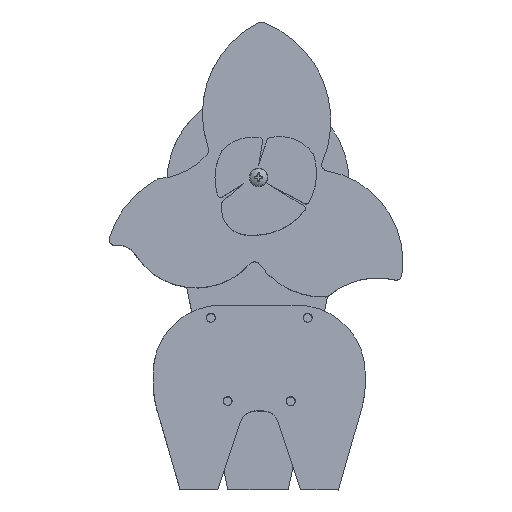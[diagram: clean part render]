
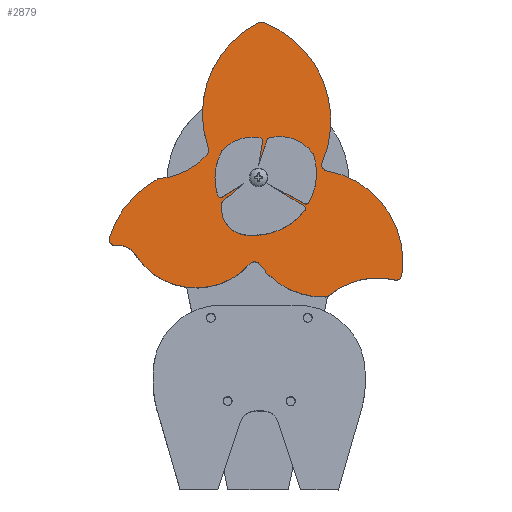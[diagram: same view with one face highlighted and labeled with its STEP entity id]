
A CAD part, front view. The second image highlights one B-rep face of the part: STEP entity #2879.
In plain terms, the highlighted planar face has unit normal (0.012, -0.998, 0.06).
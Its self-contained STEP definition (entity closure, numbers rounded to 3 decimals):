
#60=PLANE('',#3139);
#113=FACE_BOUND('',#393,.T.);
#228=FACE_OUTER_BOUND('',#392,.T.);
#392=EDGE_LOOP('',(#2258,#2259,#2260,#2261,#2262,#2263,#2264,#2265,#2266,
#2267,#2268,#2269,#2270,#2271,#2272,#2273,#2274,#2275));
#393=EDGE_LOOP('',(#2276));
#547=CIRCLE('',#3082,1.5);
#549=CIRCLE('',#3085,2.);
#552=CIRCLE('',#3089,23.854);
#569=CIRCLE('',#3108,2.);
#570=CIRCLE('',#3110,23.737);
#571=CIRCLE('',#3112,2.);
#572=CIRCLE('',#3114,2.);
#573=CIRCLE('',#3116,34.865);
#574=CIRCLE('',#3118,2.);
#575=CIRCLE('',#3120,33.671);
#576=CIRCLE('',#3122,2.);
#577=CIRCLE('',#3124,7.055);
#578=CIRCLE('',#3126,2.);
#579=CIRCLE('',#3128,25.453);
#580=CIRCLE('',#3130,2.);
#581=CIRCLE('',#3132,24.538);
#582=CIRCLE('',#3134,2.);
#583=CIRCLE('',#3136,33.33);
#584=CIRCLE('',#3138,30.435);
#1246=VERTEX_POINT('',#6553);
#1248=VERTEX_POINT('',#6559);
#1249=VERTEX_POINT('',#6560);
#1253=VERTEX_POINT('',#6570);
#1269=VERTEX_POINT('',#6606);
#1270=VERTEX_POINT('',#6607);
#1271=VERTEX_POINT('',#6612);
#1272=VERTEX_POINT('',#6616);
#1273=VERTEX_POINT('',#6620);
#1274=VERTEX_POINT('',#6622);
#1275=VERTEX_POINT('',#6626);
#1276=VERTEX_POINT('',#6630);
#1277=VERTEX_POINT('',#6636);
#1278=VERTEX_POINT('',#6637);
#1279=VERTEX_POINT('',#6644);
#1280=VERTEX_POINT('',#6648);
#1281=VERTEX_POINT('',#6652);
#1282=VERTEX_POINT('',#6656);
#1283=VERTEX_POINT('',#6660);
#1583=EDGE_CURVE('',#1246,#1246,#547,.T.);
#1586=EDGE_CURVE('',#1248,#1249,#549,.T.);
#1592=EDGE_CURVE('',#1248,#1253,#552,.T.);
#1609=EDGE_CURVE('',#1269,#1270,#569,.T.);
#1612=EDGE_CURVE('',#1271,#1270,#570,.T.);
#1614=EDGE_CURVE('',#1271,#1272,#571,.T.);
#1617=EDGE_CURVE('',#1273,#1274,#572,.T.);
#1620=EDGE_CURVE('',#1273,#1275,#573,.T.);
#1621=EDGE_CURVE('',#1276,#1275,#574,.T.);
#1623=EDGE_CURVE('',#1276,#1272,#575,.T.);
#1624=EDGE_CURVE('',#1277,#1278,#576,.T.);
#1627=EDGE_CURVE('',#1277,#1249,#577,.T.);
#1629=EDGE_CURVE('',#1279,#1253,#578,.T.);
#1631=EDGE_CURVE('',#1279,#1280,#579,.T.);
#1632=EDGE_CURVE('',#1281,#1280,#580,.T.);
#1635=EDGE_CURVE('',#1281,#1282,#581,.T.);
#1636=EDGE_CURVE('',#1283,#1282,#582,.T.);
#1638=EDGE_CURVE('',#1269,#1278,#583,.T.);
#1639=EDGE_CURVE('',#1283,#1274,#584,.T.);
#2258=ORIENTED_EDGE('',*,*,#1586,.F.);
#2259=ORIENTED_EDGE('',*,*,#1592,.T.);
#2260=ORIENTED_EDGE('',*,*,#1629,.F.);
#2261=ORIENTED_EDGE('',*,*,#1631,.T.);
#2262=ORIENTED_EDGE('',*,*,#1632,.F.);
#2263=ORIENTED_EDGE('',*,*,#1635,.T.);
#2264=ORIENTED_EDGE('',*,*,#1636,.F.);
#2265=ORIENTED_EDGE('',*,*,#1639,.T.);
#2266=ORIENTED_EDGE('',*,*,#1617,.F.);
#2267=ORIENTED_EDGE('',*,*,#1620,.T.);
#2268=ORIENTED_EDGE('',*,*,#1621,.F.);
#2269=ORIENTED_EDGE('',*,*,#1623,.T.);
#2270=ORIENTED_EDGE('',*,*,#1614,.F.);
#2271=ORIENTED_EDGE('',*,*,#1612,.T.);
#2272=ORIENTED_EDGE('',*,*,#1609,.F.);
#2273=ORIENTED_EDGE('',*,*,#1638,.T.);
#2274=ORIENTED_EDGE('',*,*,#1624,.F.);
#2275=ORIENTED_EDGE('',*,*,#1627,.T.);
#2276=ORIENTED_EDGE('',*,*,#1583,.T.);
#2879=ADVANCED_FACE('',(#228,#113),#60,.T.);
#3082=AXIS2_PLACEMENT_3D('',#6554,#3544,#3545);
#3085=AXIS2_PLACEMENT_3D('',#6561,#3551,#3552);
#3089=AXIS2_PLACEMENT_3D('',#6572,#3562,#3563);
#3108=AXIS2_PLACEMENT_3D('',#6608,#3600,#3601);
#3110=AXIS2_PLACEMENT_3D('',#6613,#3606,#3607);
#3112=AXIS2_PLACEMENT_3D('',#6617,#3611,#3612);
#3114=AXIS2_PLACEMENT_3D('',#6623,#3617,#3618);
#3116=AXIS2_PLACEMENT_3D('',#6628,#3623,#3624);
#3118=AXIS2_PLACEMENT_3D('',#6631,#3627,#3628);
#3120=AXIS2_PLACEMENT_3D('',#6634,#3632,#3633);
#3122=AXIS2_PLACEMENT_3D('',#6638,#3636,#3637);
#3124=AXIS2_PLACEMENT_3D('',#6642,#3642,#3643);
#3126=AXIS2_PLACEMENT_3D('',#6646,#3647,#3648);
#3128=AXIS2_PLACEMENT_3D('',#6650,#3652,#3653);
#3130=AXIS2_PLACEMENT_3D('',#6653,#3656,#3657);
#3132=AXIS2_PLACEMENT_3D('',#6658,#3662,#3663);
#3134=AXIS2_PLACEMENT_3D('',#6661,#3666,#3667);
#3136=AXIS2_PLACEMENT_3D('',#6664,#3671,#3672);
#3138=AXIS2_PLACEMENT_3D('',#6666,#3675,#3676);
#3139=AXIS2_PLACEMENT_3D('',#6667,#3677,#3678);
#3544=DIRECTION('center_axis',(-0.012,0.998,-0.06));
#3545=DIRECTION('ref_axis',(-1.,-0.012,0.));
#3551=DIRECTION('center_axis',(-0.012,0.998,-0.06));
#3552=DIRECTION('ref_axis',(-0.856,-0.041,-0.516));
#3562=DIRECTION('center_axis',(0.012,-0.998,0.06));
#3563=DIRECTION('ref_axis',(-0.817,-0.044,-0.575));
#3600=DIRECTION('center_axis',(-0.012,0.998,-0.06));
#3601=DIRECTION('ref_axis',(-0.292,0.054,0.955));
#3606=DIRECTION('center_axis',(-0.012,0.998,-0.06));
#3607=DIRECTION('ref_axis',(0.07,-0.059,-0.996));
#3611=DIRECTION('center_axis',(0.012,-0.998,0.06));
#3612=DIRECTION('ref_axis',(0.983,0.001,-0.185));
#3617=DIRECTION('center_axis',(0.012,-0.998,0.06));
#3618=DIRECTION('ref_axis',(-0.88,-0.039,-0.473));
#3623=DIRECTION('center_axis',(0.012,-0.998,0.06));
#3624=DIRECTION('ref_axis',(0.885,-0.017,-0.465));
#3627=DIRECTION('center_axis',(-0.012,0.998,-0.06));
#3628=DIRECTION('ref_axis',(-0.046,0.059,0.997));
#3632=DIRECTION('center_axis',(0.012,-0.998,0.06));
#3633=DIRECTION('ref_axis',(-0.424,0.049,0.904));
#3636=DIRECTION('center_axis',(-0.012,0.998,-0.06));
#3637=DIRECTION('ref_axis',(-0.778,-0.047,-0.627));
#3642=DIRECTION('center_axis',(-0.012,0.998,-0.06));
#3643=DIRECTION('ref_axis',(0.902,0.037,0.431));
#3647=DIRECTION('center_axis',(0.012,-0.998,0.06));
#3648=DIRECTION('ref_axis',(0.056,0.06,0.997));
#3652=DIRECTION('center_axis',(0.012,-0.998,0.06));
#3653=DIRECTION('ref_axis',(-0.873,-0.04,-0.486));
#3656=DIRECTION('center_axis',(-0.012,0.998,-0.06));
#3657=DIRECTION('ref_axis',(0.363,-0.051,-0.93));
#3662=DIRECTION('center_axis',(-0.012,0.998,-0.06));
#3663=DIRECTION('ref_axis',(0.312,0.061,0.948));
#3666=DIRECTION('center_axis',(-0.012,0.998,-0.06));
#3667=DIRECTION('ref_axis',(0.562,-0.043,-0.826));
#3671=DIRECTION('center_axis',(0.012,-0.998,0.06));
#3672=DIRECTION('ref_axis',(-0.472,0.047,0.881));
#3675=DIRECTION('center_axis',(0.012,-0.998,0.06));
#3676=DIRECTION('ref_axis',(0.976,-0.001,-0.22));
#3677=DIRECTION('center_axis',(0.012,-0.998,0.06));
#3678=DIRECTION('ref_axis',(1.,0.012,0.));
#6553=CARTESIAN_POINT('',(1.584,-4.424,102.66));
#6554=CARTESIAN_POINT('Origin',(0.084,-4.442,102.661));
#6559=CARTESIAN_POINT('',(-39.823,-6.485,76.646));
#6560=CARTESIAN_POINT('',(-39.982,-6.471,76.91));
#6561=CARTESIAN_POINT('Origin',(-38.196,-6.395,77.807));
#6570=CARTESIAN_POINT('',(-2.604,-6.154,74.653));
#6572=CARTESIAN_POINT('Origin',(-20.426,-5.42,90.491));
#6606=CARTESIAN_POINT('',(-33.315,-4.854,102.525));
#6607=CARTESIAN_POINT('',(-32.523,-4.83,102.766));
#6608=CARTESIAN_POINT('Origin',(-32.348,-4.948,100.777));
#6612=CARTESIAN_POINT('',(-16.711,-4.159,110.776));
#6613=CARTESIAN_POINT('Origin',(-34.592,-3.44,126.372));
#6616=CARTESIAN_POINT('',(-16.337,-4.035,112.768));
#6617=CARTESIAN_POINT('Origin',(-18.218,-4.098,112.09));
#6620=CARTESIAN_POINT('',(21.215,-3.859,108.115));
#6622=CARTESIAN_POINT('',(22.702,-4.006,105.358));
#6623=CARTESIAN_POINT('Origin',(23.052,-3.884,107.324));
#6626=CARTESIAN_POINT('',(1.876,-1.323,154.318));
#6628=CARTESIAN_POINT('Origin',(-10.802,-3.42,121.907));
#6630=CARTESIAN_POINT('',(0.253,-1.347,154.244));
#6631=CARTESIAN_POINT('Origin',(1.148,-1.443,152.458));
#6634=CARTESIAN_POINT('Origin',(15.324,-2.967,124.178));
#6636=CARTESIAN_POINT('',(-46.925,-6.324,80.759));
#6637=CARTESIAN_POINT('',(-49.016,-6.195,83.344));
#6638=CARTESIAN_POINT('Origin',(-47.108,-6.207,82.747));
#6642=CARTESIAN_POINT('Origin',(-46.282,-6.737,73.745));
#6644=CARTESIAN_POINT('',(0.523,-6.126,74.476));
#6646=CARTESIAN_POINT('Origin',(-1.109,-6.215,73.325));
#6648=CARTESIAN_POINT('',(22.369,-6.505,63.744));
#6650=CARTESIAN_POINT('Origin',(21.304,-4.996,89.13));
#6652=CARTESIAN_POINT('',(23.577,-6.462,64.214));
#6653=CARTESIAN_POINT('Origin',(22.285,-6.386,65.739));
#6656=CARTESIAN_POINT('',(45.053,-5.895,69.336));
#6658=CARTESIAN_POINT('Origin',(39.421,-7.392,45.5));
#6660=CARTESIAN_POINT('',(47.49,-5.767,70.986));
#6661=CARTESIAN_POINT('Origin',(45.512,-5.773,71.279));
#6664=CARTESIAN_POINT('Origin',(-17.21,-6.406,73.386));
#6666=CARTESIAN_POINT('Origin',(17.384,-5.864,75.449));
#6667=CARTESIAN_POINT('Origin',(-1.063,-4.065,109.18));
